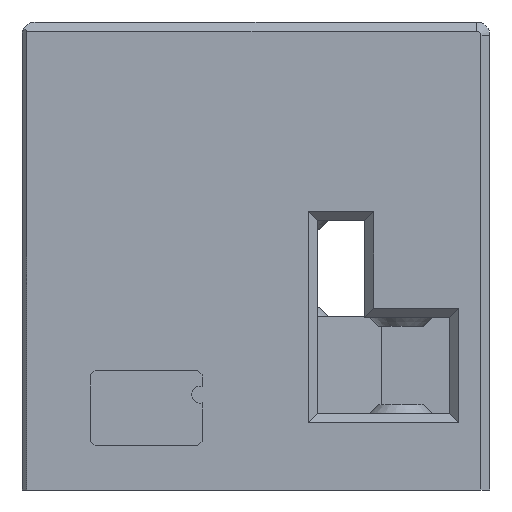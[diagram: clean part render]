
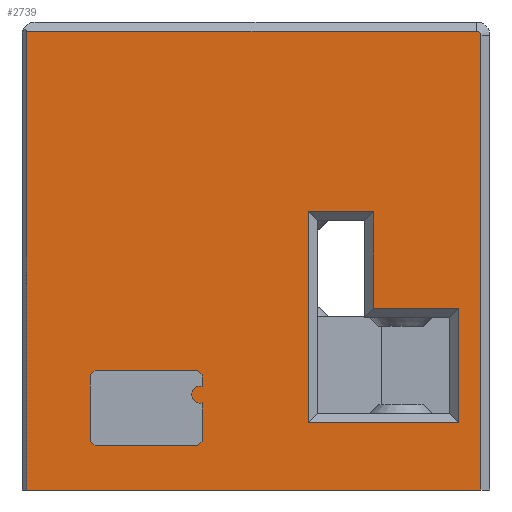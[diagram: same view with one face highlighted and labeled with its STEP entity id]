
A CAD part, front view. The second image highlights one B-rep face of the part: STEP entity #2739.
In plain terms, the highlighted planar face has unit normal (0, -1, 0).
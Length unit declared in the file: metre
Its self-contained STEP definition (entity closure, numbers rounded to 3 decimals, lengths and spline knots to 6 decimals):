
#27=PLANE('',#2956);
#222=LINE('',#4242,#505);
#223=LINE('',#4245,#506);
#224=LINE('',#4247,#507);
#225=LINE('',#4249,#508);
#226=LINE('',#4251,#509);
#227=LINE('',#4257,#510);
#228=LINE('',#4259,#511);
#229=LINE('',#4261,#512);
#230=LINE('',#4263,#513);
#231=LINE('',#4264,#514);
#232=LINE('',#4267,#515);
#233=LINE('',#4269,#516);
#234=LINE('',#4271,#517);
#235=LINE('',#4274,#518);
#236=LINE('',#4277,#519);
#237=LINE('',#4279,#520);
#238=LINE('',#4281,#521);
#239=LINE('',#4283,#522);
#240=LINE('',#4285,#523);
#241=LINE('',#4287,#524);
#242=LINE('',#4289,#525);
#505=VECTOR('',#3367,1.);
#506=VECTOR('',#3368,1.);
#507=VECTOR('',#3369,1.);
#508=VECTOR('',#3370,1.);
#509=VECTOR('',#3371,1.);
#510=VECTOR('',#3376,1.);
#511=VECTOR('',#3377,1.);
#512=VECTOR('',#3378,1.);
#513=VECTOR('',#3379,1.);
#514=VECTOR('',#3380,1.);
#515=VECTOR('',#3381,1.);
#516=VECTOR('',#3382,1.);
#517=VECTOR('',#3383,1.);
#518=VECTOR('',#3386,1.);
#519=VECTOR('',#3387,1.);
#520=VECTOR('',#3388,1.);
#521=VECTOR('',#3389,1.);
#522=VECTOR('',#3390,1.);
#523=VECTOR('',#3391,1.);
#524=VECTOR('',#3392,1.);
#525=VECTOR('',#3393,1.);
#862=ORIENTED_EDGE('',*,*,#1674,.F.);
#863=ORIENTED_EDGE('',*,*,#1675,.T.);
#864=ORIENTED_EDGE('',*,*,#1676,.T.);
#865=ORIENTED_EDGE('',*,*,#1677,.T.);
#866=ORIENTED_EDGE('',*,*,#1678,.T.);
#867=ORIENTED_EDGE('',*,*,#1679,.T.);
#868=ORIENTED_EDGE('',*,*,#1680,.T.);
#869=ORIENTED_EDGE('',*,*,#1681,.T.);
#870=ORIENTED_EDGE('',*,*,#1682,.T.);
#871=ORIENTED_EDGE('',*,*,#1683,.T.);
#872=ORIENTED_EDGE('',*,*,#1684,.T.);
#873=ORIENTED_EDGE('',*,*,#1685,.T.);
#874=ORIENTED_EDGE('',*,*,#1686,.T.);
#875=ORIENTED_EDGE('',*,*,#1687,.F.);
#876=ORIENTED_EDGE('',*,*,#1688,.T.);
#877=ORIENTED_EDGE('',*,*,#1689,.T.);
#878=ORIENTED_EDGE('',*,*,#1690,.T.);
#879=ORIENTED_EDGE('',*,*,#1691,.T.);
#880=ORIENTED_EDGE('',*,*,#1692,.T.);
#881=ORIENTED_EDGE('',*,*,#1693,.T.);
#882=ORIENTED_EDGE('',*,*,#1694,.T.);
#883=ORIENTED_EDGE('',*,*,#1695,.T.);
#884=ORIENTED_EDGE('',*,*,#1696,.T.);
#885=ORIENTED_EDGE('',*,*,#1697,.T.);
#1674=EDGE_CURVE('',#2075,#2076,#222,.T.);
#1675=EDGE_CURVE('',#2075,#2077,#223,.T.);
#1676=EDGE_CURVE('',#2077,#2078,#224,.T.);
#1677=EDGE_CURVE('',#2078,#2079,#225,.T.);
#1678=EDGE_CURVE('',#2079,#2080,#226,.T.);
#1679=EDGE_CURVE('',#2080,#2081,#2285,.T.);
#1680=EDGE_CURVE('',#2081,#2082,#2286,.T.);
#1681=EDGE_CURVE('',#2082,#2083,#227,.T.);
#1682=EDGE_CURVE('',#2083,#2084,#228,.T.);
#1683=EDGE_CURVE('',#2084,#2085,#229,.T.);
#1684=EDGE_CURVE('',#2085,#2076,#230,.T.);
#1685=EDGE_CURVE('',#2086,#2087,#231,.T.);
#1686=EDGE_CURVE('',#2087,#2088,#232,.T.);
#1687=EDGE_CURVE('',#2089,#2088,#233,.T.);
#1688=EDGE_CURVE('',#2089,#2090,#234,.T.);
#1689=EDGE_CURVE('',#2090,#2086,#2287,.T.);
#1690=EDGE_CURVE('',#2091,#2092,#235,.T.);
#1691=EDGE_CURVE('',#2092,#2093,#236,.T.);
#1692=EDGE_CURVE('',#2093,#2094,#237,.T.);
#1693=EDGE_CURVE('',#2094,#2095,#238,.T.);
#1694=EDGE_CURVE('',#2095,#2096,#239,.T.);
#1695=EDGE_CURVE('',#2096,#2097,#240,.T.);
#1696=EDGE_CURVE('',#2097,#2098,#241,.T.);
#1697=EDGE_CURVE('',#2098,#2091,#242,.T.);
#2075=VERTEX_POINT('',#4243);
#2076=VERTEX_POINT('',#4244);
#2077=VERTEX_POINT('',#4246);
#2078=VERTEX_POINT('',#4248);
#2079=VERTEX_POINT('',#4250);
#2080=VERTEX_POINT('',#4252);
#2081=VERTEX_POINT('',#4254);
#2082=VERTEX_POINT('',#4256);
#2083=VERTEX_POINT('',#4258);
#2084=VERTEX_POINT('',#4260);
#2085=VERTEX_POINT('',#4262);
#2086=VERTEX_POINT('',#4265);
#2087=VERTEX_POINT('',#4266);
#2088=VERTEX_POINT('',#4268);
#2089=VERTEX_POINT('',#4270);
#2090=VERTEX_POINT('',#4272);
#2091=VERTEX_POINT('',#4275);
#2092=VERTEX_POINT('',#4276);
#2093=VERTEX_POINT('',#4278);
#2094=VERTEX_POINT('',#4280);
#2095=VERTEX_POINT('',#4282);
#2096=VERTEX_POINT('',#4284);
#2097=VERTEX_POINT('',#4286);
#2098=VERTEX_POINT('',#4288);
#2285=CIRCLE('',#2957,0.00095);
#2286=CIRCLE('',#2958,0.00095);
#2287=CIRCLE('',#2959,0.0005);
#2373=EDGE_LOOP('',(#862,#863,#864,#865,#866,#867,#868,#869,#870,#871,#872));
#2374=EDGE_LOOP('',(#873,#874,#875,#876,#877));
#2375=EDGE_LOOP('',(#878,#879,#880,#881,#882,#883,#884,#885));
#2549=FACE_BOUND('',#2373,.T.);
#2550=FACE_BOUND('',#2374,.T.);
#2551=FACE_BOUND('',#2375,.T.);
#2739=ADVANCED_FACE('',(#2549,#2550,#2551),#27,.T.);
#2956=AXIS2_PLACEMENT_3D('',#4241,#3365,#3366);
#2957=AXIS2_PLACEMENT_3D('',#4253,#3372,#3373);
#2958=AXIS2_PLACEMENT_3D('',#4255,#3374,#3375);
#2959=AXIS2_PLACEMENT_3D('',#4273,#3384,#3385);
#3365=DIRECTION('',(0.,-1.,0.));
#3366=DIRECTION('',(0.,0.,-1.));
#3367=DIRECTION('',(0.,0.,-1.));
#3368=DIRECTION('',(0.707,0.,0.707));
#3369=DIRECTION('',(1.,0.,0.));
#3370=DIRECTION('',(0.707,0.,-0.707));
#3371=DIRECTION('',(0.,0.,-1.));
#3372=DIRECTION('',(0.,-1.,0.));
#3373=DIRECTION('',(-1.,0.,0.));
#3374=DIRECTION('',(0.,-1.,0.));
#3375=DIRECTION('',(-1.,0.,0.));
#3376=DIRECTION('',(0.,0.,-1.));
#3377=DIRECTION('',(-0.707,0.,-0.707));
#3378=DIRECTION('',(-1.,0.,0.));
#3379=DIRECTION('',(-0.707,0.,0.707));
#3380=DIRECTION('',(-1.,0.,0.));
#3381=DIRECTION('',(0.,0.,-1.));
#3382=DIRECTION('',(-1.,0.,0.));
#3383=DIRECTION('',(0.,0.,1.));
#3384=DIRECTION('',(0.,-1.,0.));
#3385=DIRECTION('',(0.,0.,-1.));
#3386=DIRECTION('',(0.,0.,-1.));
#3387=DIRECTION('',(-1.,0.,0.));
#3388=DIRECTION('',(-1.,0.,0.));
#3389=DIRECTION('',(0.,0.,1.));
#3390=DIRECTION('',(1.,0.,0.));
#3391=DIRECTION('',(0.,0.,-1.));
#3392=DIRECTION('',(1.,0.,0.));
#3393=DIRECTION('',(1.,0.,0.));
#4241=CARTESIAN_POINT('',(0.008248,-0.0025,0.036213));
#4242=CARTESIAN_POINT('',(0.00285,-0.0025,0.007656));
#4243=CARTESIAN_POINT('',(0.00285,-0.0025,0.008283));
#4244=CARTESIAN_POINT('',(0.00285,-0.0025,0.000918));
#4245=CARTESIAN_POINT('',(0.003109,-0.0025,0.008542));
#4246=CARTESIAN_POINT('',(0.003368,-0.0025,0.0088));
#4247=CARTESIAN_POINT('',(0.00905,-0.0025,0.0088));
#4248=CARTESIAN_POINT('',(0.014733,-0.0025,0.0088));
#4249=CARTESIAN_POINT('',(0.014992,-0.0025,0.008542));
#4250=CARTESIAN_POINT('',(0.01525,-0.0025,0.008283));
#4251=CARTESIAN_POINT('',(0.01525,-0.0025,0.007656));
#4252=CARTESIAN_POINT('',(0.01525,-0.0025,0.007029));
#4253=CARTESIAN_POINT('',(0.01505,-0.0025,0.0061));
#4254=CARTESIAN_POINT('',(0.0141,-0.0025,0.0061));
#4255=CARTESIAN_POINT('',(0.01505,-0.0025,0.0061));
#4256=CARTESIAN_POINT('',(0.01525,-0.0025,0.005172));
#4257=CARTESIAN_POINT('',(0.01525,-0.0025,0.003045));
#4258=CARTESIAN_POINT('',(0.01525,-0.0025,0.000918));
#4259=CARTESIAN_POINT('',(0.014992,-0.0025,0.000659));
#4260=CARTESIAN_POINT('',(0.014733,-0.0025,0.0004));
#4261=CARTESIAN_POINT('',(0.00905,-0.0025,0.0004));
#4262=CARTESIAN_POINT('',(0.003368,-0.0025,0.0004));
#4263=CARTESIAN_POINT('',(0.003109,-0.0025,0.000659));
#4264=CARTESIAN_POINT('',(0.00175,-0.0025,0.0465));
#4265=CARTESIAN_POINT('',(0.04575,-0.0025,0.0465));
#4266=CARTESIAN_POINT('',(-0.00425,-0.0025,0.0465));
#4267=CARTESIAN_POINT('',(-0.00425,-0.0025,-0.0045));
#4268=CARTESIAN_POINT('',(-0.00425,-0.0025,-0.0045));
#4269=CARTESIAN_POINT('',(0.045752,-0.0025,-0.0045));
#4270=CARTESIAN_POINT('',(0.04625,-0.0025,-0.0045));
#4271=CARTESIAN_POINT('',(0.04625,-0.0025,0.036213));
#4272=CARTESIAN_POINT('',(0.04625,-0.0025,0.046));
#4273=CARTESIAN_POINT('',(0.04575,-0.0025,0.046));
#4274=CARTESIAN_POINT('',(0.0438,-0.0025,0.036213));
#4275=CARTESIAN_POINT('',(0.0438,-0.0025,0.015675));
#4276=CARTESIAN_POINT('',(0.0438,-0.0025,0.002975));
#4277=CARTESIAN_POINT('',(0.0418,-0.0025,0.002975));
#4278=CARTESIAN_POINT('',(0.0418,-0.0025,0.002975));
#4279=CARTESIAN_POINT('',(0.02805,-0.0025,0.002975));
#4280=CARTESIAN_POINT('',(0.02705,-0.0025,0.002975));
#4281=CARTESIAN_POINT('',(0.02705,-0.0025,0.025425));
#4282=CARTESIAN_POINT('',(0.02705,-0.0025,0.026425));
#4283=CARTESIAN_POINT('',(0.008248,-0.0025,0.026425));
#4284=CARTESIAN_POINT('',(0.03435,-0.0025,0.026425));
#4285=CARTESIAN_POINT('',(0.03435,-0.0025,0.014675));
#4286=CARTESIAN_POINT('',(0.03435,-0.0025,0.015675));
#4287=CARTESIAN_POINT('',(0.0408,-0.0025,0.015675));
#4288=CARTESIAN_POINT('',(0.0418,-0.0025,0.015675));
#4289=CARTESIAN_POINT('',(0.0428,-0.0025,0.015675));
